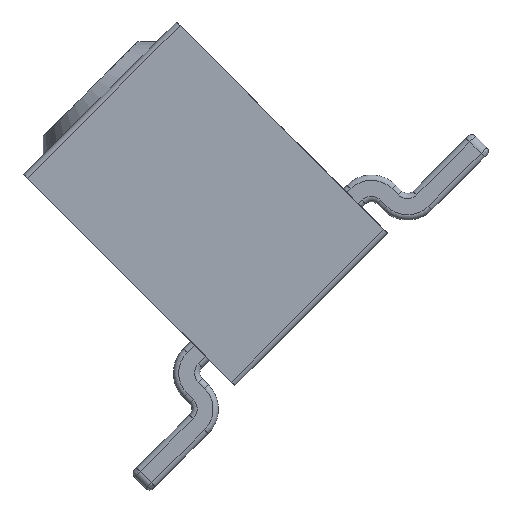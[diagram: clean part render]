
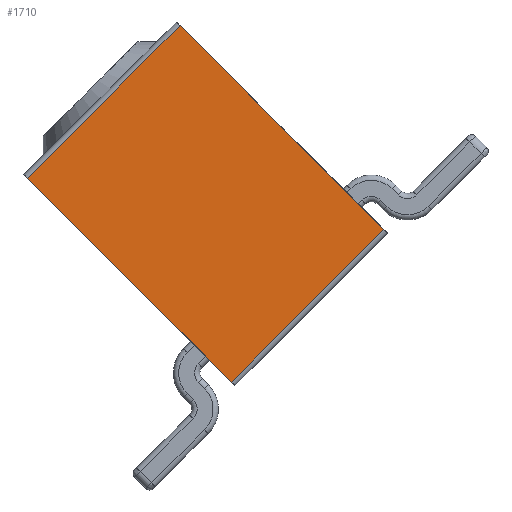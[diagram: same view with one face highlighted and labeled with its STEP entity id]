
A CAD part, left-side view. The second image highlights one B-rep face of the part: STEP entity #1710.
In plain terms, the highlighted planar face has unit normal (-1, 0, 0).
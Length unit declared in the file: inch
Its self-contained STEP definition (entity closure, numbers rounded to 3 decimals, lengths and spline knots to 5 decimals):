
#96=PLANE('',#1883);
#133=FACE_OUTER_BOUND('',#247,.T.);
#247=EDGE_LOOP('',(#1176,#1177,#1178,#1179));
#368=LINE('',#2703,#488);
#376=LINE('',#2734,#496);
#377=LINE('',#2737,#497);
#378=LINE('',#2738,#498);
#488=VECTOR('',#2118,0.3937);
#496=VECTOR('',#2148,0.3937);
#497=VECTOR('',#2151,0.3937);
#498=VECTOR('',#2152,0.3937);
#731=VERTEX_POINT('',#2700);
#732=VERTEX_POINT('',#2702);
#744=VERTEX_POINT('',#2732);
#745=VERTEX_POINT('',#2736);
#892=EDGE_CURVE('',#732,#731,#368,.T.);
#908=EDGE_CURVE('',#732,#744,#376,.T.);
#909=EDGE_CURVE('',#745,#731,#377,.T.);
#910=EDGE_CURVE('',#745,#744,#378,.T.);
#1176=ORIENTED_EDGE('',*,*,#908,.F.);
#1177=ORIENTED_EDGE('',*,*,#892,.T.);
#1178=ORIENTED_EDGE('',*,*,#909,.F.);
#1179=ORIENTED_EDGE('',*,*,#910,.T.);
#1710=ADVANCED_FACE('',(#133),#96,.T.);
#1883=AXIS2_PLACEMENT_3D('',#2735,#2149,#2150);
#2118=DIRECTION('',(0.,-1.,0.));
#2148=DIRECTION('',(0.,0.,1.));
#2149=DIRECTION('center_axis',(-1.,0.,0.));
#2150=DIRECTION('ref_axis',(0.,0.,1.));
#2151=DIRECTION('',(0.,0.,-1.));
#2152=DIRECTION('',(0.,1.,0.));
#2700=CARTESIAN_POINT('',(-0.2105,-0.271,-3.));
#2702=CARTESIAN_POINT('',(-0.2105,0.271,-3.));
#2703=CARTESIAN_POINT('',(-0.2105,0.281,-3.));
#2732=CARTESIAN_POINT('',(-0.2105,0.271,-2.594));
#2734=CARTESIAN_POINT('',(-0.2105,0.271,-3.));
#2735=CARTESIAN_POINT('Origin',(-0.2105,-0.281,-3.));
#2736=CARTESIAN_POINT('',(-0.2105,-0.271,-2.594));
#2737=CARTESIAN_POINT('',(-0.2105,-0.271,-3.));
#2738=CARTESIAN_POINT('',(-0.2105,0.281,-2.594));
